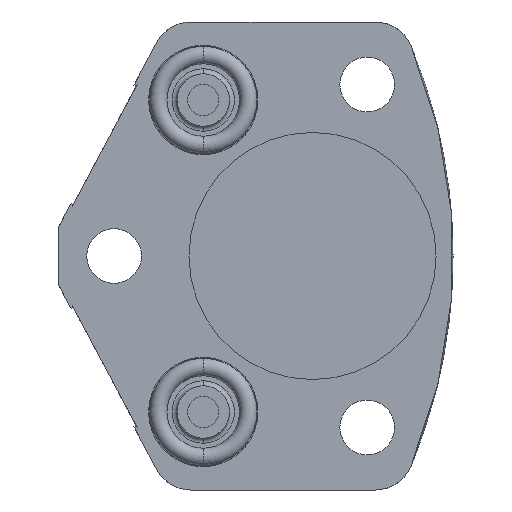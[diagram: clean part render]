
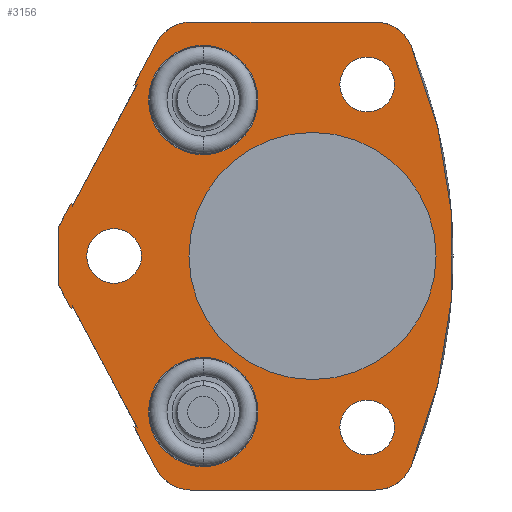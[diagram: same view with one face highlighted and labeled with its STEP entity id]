
A CAD part, front view. The second image highlights one B-rep face of the part: STEP entity #3156.
In plain terms, the highlighted planar face has unit normal (0, -1, 0).
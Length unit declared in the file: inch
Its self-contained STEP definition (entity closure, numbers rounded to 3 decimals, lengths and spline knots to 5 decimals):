
#325=CARTESIAN_POINT('',(0.,0.,0.));
#326=DIRECTION('',(0.,-1.,0.));
#327=DIRECTION('',(1.,0.,0.));
#328=AXIS2_PLACEMENT_3D('',#325,#326,#327);
#333=CARTESIAN_POINT('',(0.,0.,0.));
#334=DIRECTION('',(0.,1.,0.));
#335=DIRECTION('',(1.,0.,0.));
#336=AXIS2_PLACEMENT_3D('',#333,#334,#335);
#341=CARTESIAN_POINT('',(0.219,0.,0.687));
#342=DIRECTION('',(0.,-1.,0.));
#343=DIRECTION('',(1.,0.,0.));
#344=AXIS2_PLACEMENT_3D('',#341,#342,#343);
#349=CARTESIAN_POINT('',(0.219,0.,0.687));
#350=DIRECTION('',(0.,-1.,0.));
#351=DIRECTION('',(-1.,0.,0.));
#352=AXIS2_PLACEMENT_3D('',#349,#350,#351);
#357=CARTESIAN_POINT('',(0.219,0.,-0.687));
#358=DIRECTION('',(0.,-1.,0.));
#359=DIRECTION('',(1.,0.,0.));
#360=AXIS2_PLACEMENT_3D('',#357,#358,#359);
#365=CARTESIAN_POINT('',(0.219,0.,-0.687));
#366=DIRECTION('',(0.,-1.,0.));
#367=DIRECTION('',(-1.,0.,0.));
#368=AXIS2_PLACEMENT_3D('',#365,#366,#367);
#373=CARTESIAN_POINT('',(-0.795,0.,0.));
#374=DIRECTION('',(0.,-1.,0.));
#375=DIRECTION('',(1.,0.,0.));
#376=AXIS2_PLACEMENT_3D('',#373,#374,#375);
#381=CARTESIAN_POINT('',(-0.795,0.,0.));
#382=DIRECTION('',(0.,-1.,0.));
#383=DIRECTION('',(-1.,0.,0.));
#384=AXIS2_PLACEMENT_3D('',#381,#382,#383);
#389=DIRECTION('',(-0.469,0.,-0.883));
#390=VECTOR('',#389,0.53735);
#391=CARTESIAN_POINT('',(-0.70648,0.,0.67994));
#392=LINE('',#391,#390);
#396=DIRECTION('',(0.883,0.,-0.469));
#397=VECTOR('',#396,0.01);
#398=CARTESIAN_POINT('',(-0.71531,0.,0.68463));
#399=LINE('',#398,#397);
#403=DIRECTION('',(0.469,0.,0.883));
#404=VECTOR('',#403,0.19265);
#405=CARTESIAN_POINT('',(-0.71531,0.,0.68463));
#406=LINE('',#405,#404);
#410=DIRECTION('',(1.,0.,0.));
#411=VECTOR('',#410,0.73784);
#412=CARTESIAN_POINT('',(-0.48713,0.,0.9375));
#413=LINE('',#412,#411);
#417=CARTESIAN_POINT('',(-1.625,0.,0.));
#418=DIRECTION('',(0.,-1.,0.));
#419=DIRECTION('',(0.923,0.,-0.385));
#420=AXIS2_PLACEMENT_3D('',#417,#418,#419);
#425=DIRECTION('',(-1.,0.,0.));
#426=VECTOR('',#425,0.73784);
#427=CARTESIAN_POINT('',(0.25071,0.,-0.9375));
#428=LINE('',#427,#426);
#432=DIRECTION('',(0.469,0.,-0.883));
#433=VECTOR('',#432,0.19265);
#434=CARTESIAN_POINT('',(-0.71531,0.,-0.68463));
#435=LINE('',#434,#433);
#439=DIRECTION('',(0.883,0.,0.469));
#440=VECTOR('',#439,0.01);
#441=CARTESIAN_POINT('',(-0.71531,0.,-0.68463));
#442=LINE('',#441,#440);
#446=DIRECTION('',(0.469,0.,-0.883));
#447=VECTOR('',#446,0.53735);
#448=CARTESIAN_POINT('',(-0.95876,0.,-0.20548));
#449=LINE('',#448,#447);
#453=DIRECTION('',(0.883,0.,0.469));
#454=VECTOR('',#453,0.01);
#455=CARTESIAN_POINT('',(-0.96759,0.,-0.21018));
#456=LINE('',#455,#454);
#460=DIRECTION('',(0.469,0.,-0.883));
#461=VECTOR('',#460,0.10313);
#462=CARTESIAN_POINT('',(-1.016,0.,-0.11912));
#463=LINE('',#462,#461);
#467=DIRECTION('',(0.,0.,-1.));
#468=VECTOR('',#467,0.23825);
#469=CARTESIAN_POINT('',(-1.016,0.,0.11912));
#470=LINE('',#469,#468);
#474=DIRECTION('',(0.469,0.,0.883));
#475=VECTOR('',#474,0.10313);
#476=CARTESIAN_POINT('',(-1.016,0.,0.11912));
#477=LINE('',#476,#475);
#481=DIRECTION('',(0.883,0.,-0.469));
#482=VECTOR('',#481,0.01);
#483=CARTESIAN_POINT('',(-0.96759,0.,0.21018));
#484=LINE('',#483,#482);
#488=CARTESIAN_POINT('',(-0.438,0.,-0.625));
#489=DIRECTION('',(0.,1.,0.));
#490=DIRECTION('',(-1.,0.,0.));
#491=AXIS2_PLACEMENT_3D('',#488,#489,#490);
#496=CARTESIAN_POINT('',(-0.438,0.,-0.625));
#497=DIRECTION('',(0.,1.,0.));
#498=DIRECTION('',(1.,0.,0.));
#499=AXIS2_PLACEMENT_3D('',#496,#497,#498);
#504=CARTESIAN_POINT('',(-0.438,0.,0.625));
#505=DIRECTION('',(0.,1.,0.));
#506=DIRECTION('',(-1.,0.,0.));
#507=AXIS2_PLACEMENT_3D('',#504,#505,#506);
#512=CARTESIAN_POINT('',(-0.438,0.,0.625));
#513=DIRECTION('',(0.,1.,0.));
#514=DIRECTION('',(1.,0.,0.));
#515=AXIS2_PLACEMENT_3D('',#512,#513,#514);
#1120=CARTESIAN_POINT('',(-0.48713,0.,-0.7815));
#1121=DIRECTION('',(0.,-1.,0.));
#1122=DIRECTION('',(-0.883,0.,-0.469));
#1123=AXIS2_PLACEMENT_3D('',#1120,#1121,#1122);
#1156=CARTESIAN_POINT('',(0.25071,0.,-0.7815));
#1157=DIRECTION('',(0.,-1.,0.));
#1158=DIRECTION('',(0.,0.,-1.));
#1159=AXIS2_PLACEMENT_3D('',#1156,#1157,#1158);
#1178=CARTESIAN_POINT('',(0.25071,0.,0.7815));
#1179=DIRECTION('',(0.,-1.,0.));
#1180=DIRECTION('',(0.923,0.,0.385));
#1181=AXIS2_PLACEMENT_3D('',#1178,#1179,#1180);
#1214=CARTESIAN_POINT('',(-0.48713,0.,0.7815));
#1215=DIRECTION('',(0.,-1.,0.));
#1216=DIRECTION('',(0.,0.,1.));
#1217=AXIS2_PLACEMENT_3D('',#1214,#1215,#1216);
#2601=CARTESIAN_POINT('',(0.495,0.,0.));
#2603=VERTEX_POINT('',#2601);
#2605=CARTESIAN_POINT('',(-0.495,0.,0.));
#2607=VERTEX_POINT('',#2605);
#2608=CARTESIAN_POINT('',(-1.016,0.,0.11912));
#2609=CARTESIAN_POINT('',(-1.016,0.,-0.11912));
#2610=VERTEX_POINT('',#2608);
#2611=VERTEX_POINT('',#2609);
#2612=CARTESIAN_POINT('',(0.3285,0.,0.687));
#2613=CARTESIAN_POINT('',(0.1095,0.,0.687));
#2614=VERTEX_POINT('',#2612);
#2615=VERTEX_POINT('',#2613);
#2646=CARTESIAN_POINT('',(-0.95876,0.,-0.20548));
#2647=CARTESIAN_POINT('',(-0.70648,0.,-0.67994));
#2648=VERTEX_POINT('',#2646);
#2649=VERTEX_POINT('',#2647);
#2650=CARTESIAN_POINT('',(-0.96759,0.,-0.21018));
#2651=VERTEX_POINT('',#2650);
#2652=CARTESIAN_POINT('',(-0.71531,0.,-0.68463));
#2653=VERTEX_POINT('',#2652);
#2682=CARTESIAN_POINT('',(-0.70648,0.,0.67994));
#2683=CARTESIAN_POINT('',(-0.95876,0.,0.20548));
#2684=VERTEX_POINT('',#2682);
#2685=VERTEX_POINT('',#2683);
#2686=CARTESIAN_POINT('',(-0.71531,0.,0.68463));
#2687=VERTEX_POINT('',#2686);
#2688=CARTESIAN_POINT('',(-0.96759,0.,0.21018));
#2689=VERTEX_POINT('',#2688);
#2722=CARTESIAN_POINT('',(-0.657,0.,-0.625));
#2723=CARTESIAN_POINT('',(-0.219,0.,-0.625));
#2724=VERTEX_POINT('',#2722);
#2725=VERTEX_POINT('',#2723);
#2742=CARTESIAN_POINT('',(-0.657,0.,0.625));
#2743=CARTESIAN_POINT('',(-0.219,0.,0.625));
#2744=VERTEX_POINT('',#2742);
#2745=VERTEX_POINT('',#2743);
#2776=CARTESIAN_POINT('',(0.25071,0.,-0.9375));
#2777=CARTESIAN_POINT('',(0.39471,0.,-0.8415));
#2778=VERTEX_POINT('',#2776);
#2779=VERTEX_POINT('',#2777);
#2780=CARTESIAN_POINT('',(0.39471,0.,0.8415));
#2781=CARTESIAN_POINT('',(0.25071,0.,0.9375));
#2782=VERTEX_POINT('',#2780);
#2783=VERTEX_POINT('',#2781);
#2784=CARTESIAN_POINT('',(-0.48713,0.,0.9375));
#2785=CARTESIAN_POINT('',(-0.62487,0.,0.85474));
#2786=VERTEX_POINT('',#2784);
#2787=VERTEX_POINT('',#2785);
#2788=CARTESIAN_POINT('',(-0.62487,0.,-0.85474));
#2789=CARTESIAN_POINT('',(-0.48713,0.,-0.9375));
#2790=VERTEX_POINT('',#2788);
#2791=VERTEX_POINT('',#2789);
#2792=CARTESIAN_POINT('',(0.3285,0.,-0.687));
#2793=CARTESIAN_POINT('',(0.1095,0.,-0.687));
#2794=VERTEX_POINT('',#2792);
#2795=VERTEX_POINT('',#2793);
#2796=CARTESIAN_POINT('',(-0.6855,0.,0.));
#2797=CARTESIAN_POINT('',(-0.9045,0.,0.));
#2798=VERTEX_POINT('',#2796);
#2799=VERTEX_POINT('',#2797);
#3079=CARTESIAN_POINT('',(0.,0.,0.));
#3080=DIRECTION('',(0.,-1.,0.));
#3081=DIRECTION('',(-1.,0.,0.));
#3082=AXIS2_PLACEMENT_3D('',#3079,#3080,#3081);
#3083=PLANE('',#3082);
#3085=ORIENTED_EDGE('',*,*,#3084,.F.);
#3087=ORIENTED_EDGE('',*,*,#3086,.F.);
#3089=ORIENTED_EDGE('',*,*,#3088,.T.);
#3091=ORIENTED_EDGE('',*,*,#3090,.F.);
#3093=ORIENTED_EDGE('',*,*,#3092,.T.);
#3095=ORIENTED_EDGE('',*,*,#3094,.F.);
#3097=ORIENTED_EDGE('',*,*,#3096,.F.);
#3099=ORIENTED_EDGE('',*,*,#3098,.F.);
#3101=ORIENTED_EDGE('',*,*,#3100,.T.);
#3103=ORIENTED_EDGE('',*,*,#3102,.F.);
#3105=ORIENTED_EDGE('',*,*,#3104,.F.);
#3107=ORIENTED_EDGE('',*,*,#3106,.T.);
#3109=ORIENTED_EDGE('',*,*,#3108,.F.);
#3111=ORIENTED_EDGE('',*,*,#3110,.F.);
#3113=ORIENTED_EDGE('',*,*,#3112,.F.);
#3115=ORIENTED_EDGE('',*,*,#3114,.F.);
#3117=ORIENTED_EDGE('',*,*,#3116,.T.);
#3119=ORIENTED_EDGE('',*,*,#3118,.T.);
#3120=EDGE_LOOP('',(#3085,#3087,#3089,#3091,#3093,#3095,#3097,#3099,#3101,#3103,
#3105,#3107,#3109,#3111,#3113,#3115,#3117,#3119));
#3121=FACE_OUTER_BOUND('',#3120,.F.);
#3123=ORIENTED_EDGE('',*,*,#3122,.T.);
#3125=ORIENTED_EDGE('',*,*,#3124,.F.);
#3126=EDGE_LOOP('',(#3123,#3125));
#3127=FACE_BOUND('',#3126,.F.);
#3129=ORIENTED_EDGE('',*,*,#3128,.T.);
#3131=ORIENTED_EDGE('',*,*,#3130,.T.);
#3132=EDGE_LOOP('',(#3129,#3131));
#3133=FACE_BOUND('',#3132,.F.);
#3134=ORIENTED_EDGE('',*,*,#3059,.T.);
#3135=ORIENTED_EDGE('',*,*,#3073,.T.);
#3136=EDGE_LOOP('',(#3134,#3135));
#3137=FACE_BOUND('',#3136,.F.);
#3139=ORIENTED_EDGE('',*,*,#3138,.T.);
#3141=ORIENTED_EDGE('',*,*,#3140,.T.);
#3142=EDGE_LOOP('',(#3139,#3141));
#3143=FACE_BOUND('',#3142,.F.);
#3145=ORIENTED_EDGE('',*,*,#3144,.F.);
#3147=ORIENTED_EDGE('',*,*,#3146,.F.);
#3148=EDGE_LOOP('',(#3145,#3147));
#3149=FACE_BOUND('',#3148,.F.);
#3151=ORIENTED_EDGE('',*,*,#3150,.F.);
#3153=ORIENTED_EDGE('',*,*,#3152,.F.);
#3154=EDGE_LOOP('',(#3151,#3153));
#3155=FACE_BOUND('',#3154,.F.);
#3156=ADVANCED_FACE('',(#3121,#3127,#3133,#3137,#3143,#3149,#3155),#3083,.T.);
#329=CIRCLE('',#328,0.495);
#337=CIRCLE('',#336,0.495);
#345=CIRCLE('',#344,0.1095);
#353=CIRCLE('',#352,0.1095);
#361=CIRCLE('',#360,0.1095);
#369=CIRCLE('',#368,0.1095);
#377=CIRCLE('',#376,0.1095);
#385=CIRCLE('',#384,0.1095);
#421=CIRCLE('',#420,2.188);
#492=CIRCLE('',#491,0.219);
#500=CIRCLE('',#499,0.219);
#508=CIRCLE('',#507,0.219);
#516=CIRCLE('',#515,0.219);
#1124=CIRCLE('',#1123,0.156);
#1160=CIRCLE('',#1159,0.156);
#1182=CIRCLE('',#1181,0.156);
#1218=CIRCLE('',#1217,0.156);
#3059=EDGE_CURVE('',#2794,#2795,#361,.T.);
#3073=EDGE_CURVE('',#2795,#2794,#369,.T.);
#3084=EDGE_CURVE('',#2684,#2685,#392,.T.);
#3086=EDGE_CURVE('',#2687,#2684,#399,.T.);
#3088=EDGE_CURVE('',#2687,#2787,#406,.T.);
#3090=EDGE_CURVE('',#2786,#2787,#1218,.T.);
#3092=EDGE_CURVE('',#2786,#2783,#413,.T.);
#3094=EDGE_CURVE('',#2782,#2783,#1182,.T.);
#3096=EDGE_CURVE('',#2779,#2782,#421,.T.);
#3098=EDGE_CURVE('',#2778,#2779,#1160,.T.);
#3100=EDGE_CURVE('',#2778,#2791,#428,.T.);
#3102=EDGE_CURVE('',#2790,#2791,#1124,.T.);
#3104=EDGE_CURVE('',#2653,#2790,#435,.T.);
#3106=EDGE_CURVE('',#2653,#2649,#442,.T.);
#3108=EDGE_CURVE('',#2648,#2649,#449,.T.);
#3110=EDGE_CURVE('',#2651,#2648,#456,.T.);
#3112=EDGE_CURVE('',#2611,#2651,#463,.T.);
#3114=EDGE_CURVE('',#2610,#2611,#470,.T.);
#3116=EDGE_CURVE('',#2610,#2689,#477,.T.);
#3118=EDGE_CURVE('',#2689,#2685,#484,.T.);
#3122=EDGE_CURVE('',#2603,#2607,#329,.T.);
#3124=EDGE_CURVE('',#2603,#2607,#337,.T.);
#3128=EDGE_CURVE('',#2614,#2615,#345,.T.);
#3130=EDGE_CURVE('',#2615,#2614,#353,.T.);
#3138=EDGE_CURVE('',#2798,#2799,#377,.T.);
#3140=EDGE_CURVE('',#2799,#2798,#385,.T.);
#3144=EDGE_CURVE('',#2724,#2725,#492,.T.);
#3146=EDGE_CURVE('',#2725,#2724,#500,.T.);
#3150=EDGE_CURVE('',#2744,#2745,#508,.T.);
#3152=EDGE_CURVE('',#2745,#2744,#516,.T.);
